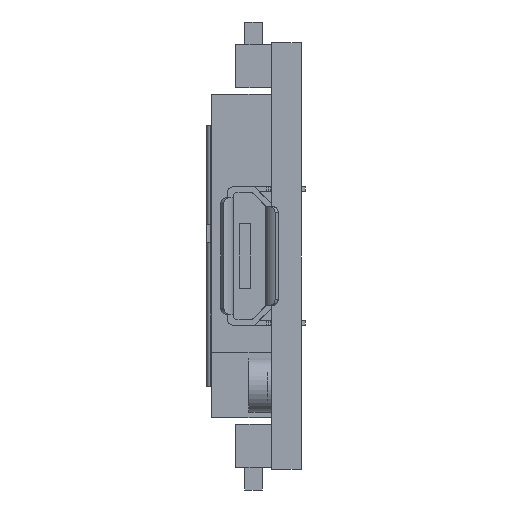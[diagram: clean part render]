
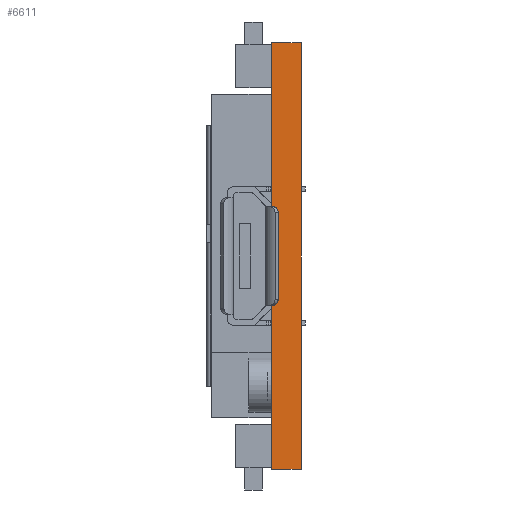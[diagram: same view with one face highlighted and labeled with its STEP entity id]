
A CAD part, left-side view. The second image highlights one B-rep face of the part: STEP entity #6611.
In plain terms, the highlighted planar face has unit normal (-1, 0, 0).
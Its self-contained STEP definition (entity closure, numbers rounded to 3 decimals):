
#48 = DIRECTION ( 'NONE',  ( 0., 0., 1. ) ) ;
#169 = VECTOR ( 'NONE', #4217, 1000. ) ;
#838 = VERTEX_POINT ( 'NONE', #8212 ) ;
#1308 = LINE ( 'NONE', #4159, #169 ) ;
#1572 = ORIENTED_EDGE ( 'NONE', *, *, #9979, .F. ) ;
#1879 = CARTESIAN_POINT ( 'NONE',  ( -29., 0., -11.4 ) ) ;
#2106 = CARTESIAN_POINT ( 'NONE',  ( -29., 1.6, -11.4 ) ) ;
#2130 = CARTESIAN_POINT ( 'NONE',  ( -29., 0., -11.4 ) ) ;
#2149 = ORIENTED_EDGE ( 'NONE', *, *, #8831, .F. ) ;
#3218 = EDGE_CURVE ( 'NONE', #3555, #9133, #1308, .T. ) ;
#3555 = VERTEX_POINT ( 'NONE', #6028 ) ;
#3754 = LINE ( 'NONE', #7601, #5835 ) ;
#4159 = CARTESIAN_POINT ( 'NONE',  ( -29., 1.6, -11.4 ) ) ;
#4217 = DIRECTION ( 'NONE',  ( 0., -1., 0. ) ) ;
#4422 = VERTEX_POINT ( 'NONE', #9603 ) ;
#4784 = EDGE_CURVE ( 'NONE', #9133, #838, #8762, .T. ) ;
#5083 = DIRECTION ( 'NONE',  ( 1., 0., 0. ) ) ;
#5411 = VECTOR ( 'NONE', #8772, 1000. ) ;
#5835 = VECTOR ( 'NONE', #11440, 1000. ) ;
#6022 = PLANE ( 'NONE',  #11142 ) ;
#6028 = CARTESIAN_POINT ( 'NONE',  ( -29., 1.6, -11.4 ) ) ;
#6611 = ADVANCED_FACE ( 'NONE', ( #6907 ), #6022, .F. ) ;
#6907 = FACE_OUTER_BOUND ( 'NONE', #9175, .T. ) ;
#7601 = CARTESIAN_POINT ( 'NONE',  ( -29., 1.6, -11.4 ) ) ;
#7816 = CARTESIAN_POINT ( 'NONE',  ( -29., 1.6, 11.4 ) ) ;
#8212 = CARTESIAN_POINT ( 'NONE',  ( -29., 0., 11.4 ) ) ;
#8762 = LINE ( 'NONE', #2130, #11106 ) ;
#8772 = DIRECTION ( 'NONE',  ( 0., -1., 0. ) ) ;
#8831 = EDGE_CURVE ( 'NONE', #4422, #838, #10026, .T. ) ;
#8925 = DIRECTION ( 'NONE',  ( 0., 0., -1. ) ) ;
#9133 = VERTEX_POINT ( 'NONE', #1879 ) ;
#9175 = EDGE_LOOP ( 'NONE', ( #9862, #2149, #1572, #12410 ) ) ;
#9603 = CARTESIAN_POINT ( 'NONE',  ( -29., 1.6, 11.4 ) ) ;
#9862 = ORIENTED_EDGE ( 'NONE', *, *, #4784, .T. ) ;
#9979 = EDGE_CURVE ( 'NONE', #3555, #4422, #3754, .T. ) ;
#10026 = LINE ( 'NONE', #7816, #5411 ) ;
#11106 = VECTOR ( 'NONE', #48, 1000. ) ;
#11142 = AXIS2_PLACEMENT_3D ( 'NONE', #2106, #5083, #8925 ) ;
#11440 = DIRECTION ( 'NONE',  ( 0., 0., 1. ) ) ;
#12410 = ORIENTED_EDGE ( 'NONE', *, *, #3218, .T. ) ;
